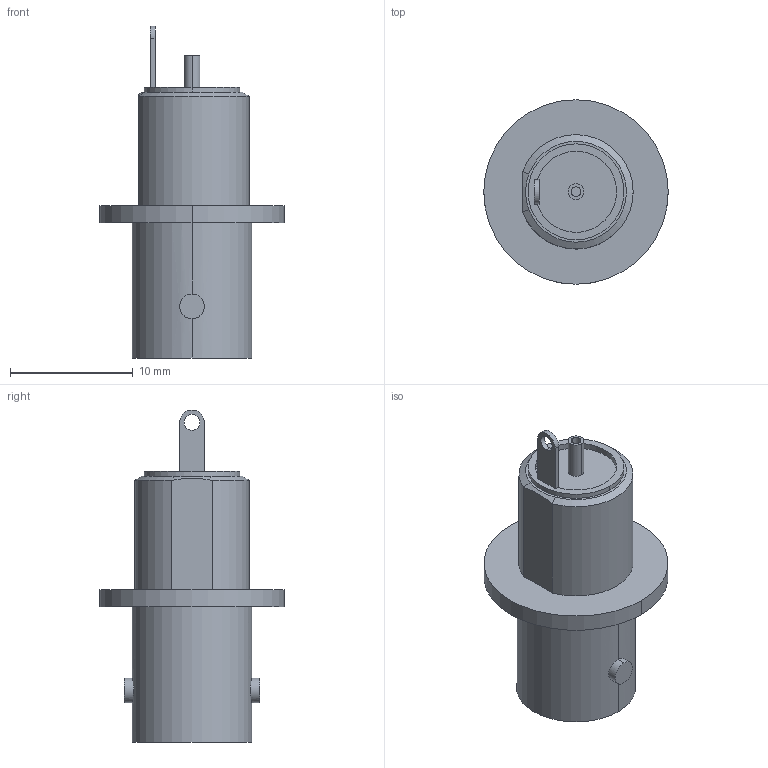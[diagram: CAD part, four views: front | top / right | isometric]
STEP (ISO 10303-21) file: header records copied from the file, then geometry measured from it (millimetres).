
FILE_DESCRIPTION((''),'2;1');
FILE_NAME('D-NBB75SI','2011-12-01T',('odo'),(''),'PRO/ENGINEER BY PARAMETRIC TECHNOLOGY CORPORATION, 2011080','PRO/ENGINEER BY PARAMETRIC TECHNOLOGY CORPORATION, 2011080','');
FILE_SCHEMA(('AUTOMOTIVE_DESIGN_CC2 { 1 2 10303 214 -1 1 5 2 }'));
Length unit declared in the file: millimetre
Products named in the file (1): D-NBB75SI
Bounding box: 15 x 15 x 27 mm (x, y, z)
Volume: 1256 mm3; surface area: 1356 mm2
Topology: 1 solids, 1 shells, 45 faces, 96 edges, 62 vertices
Faces by surface type: cylinder 23, plane 18, cone 4
Entity records: 1517 total; most frequent: CARTESIAN_POINT 273, DIRECTION 229, COLOUR_RGB 209, ORIENTED_EDGE 192, EDGE_CURVE 96, AXIS2_PLACEMENT_3D 93, VERTEX_POINT 62, EDGE_LOOP 56
